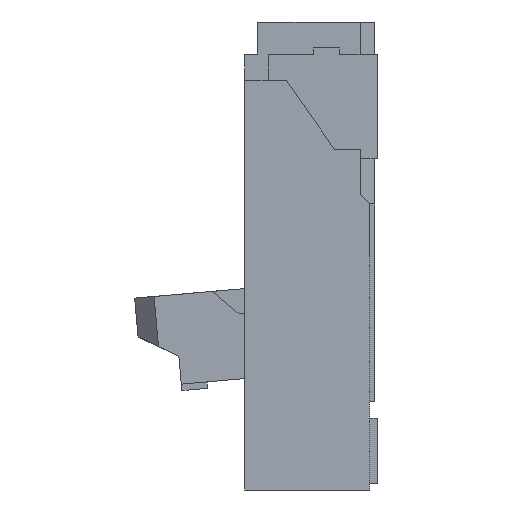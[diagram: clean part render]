
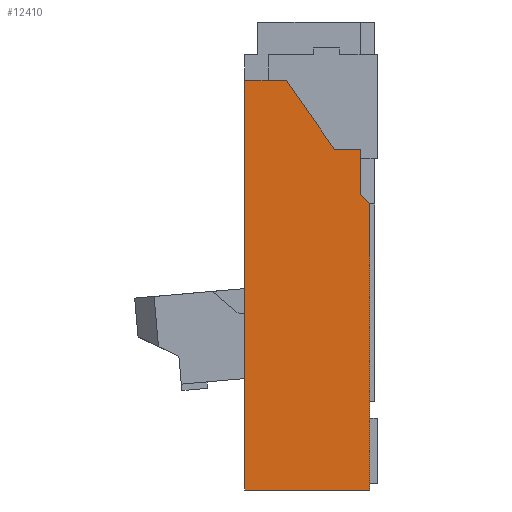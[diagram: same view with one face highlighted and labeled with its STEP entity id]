
A CAD part, left-side view. The second image highlights one B-rep face of the part: STEP entity #12410.
In plain terms, the highlighted planar face has unit normal (-1, 0, 0).
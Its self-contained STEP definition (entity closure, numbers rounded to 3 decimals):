
#1=DIRECTION('',(0.,-0.574,-0.819));
#2=VECTOR('',#1,0.645);
#3=CARTESIAN_POINT('',(-6.35,0.68,-0.45));
#4=LINE('',#3,#2);
#5=DIRECTION('',(0.,-1.,0.));
#6=VECTOR('',#5,0.2);
#7=CARTESIAN_POINT('',(-6.35,0.31,-0.978));
#8=LINE('',#7,#6);
#9=DIRECTION('',(0.,0.,-1.));
#10=VECTOR('',#9,0.352);
#11=CARTESIAN_POINT('',(-6.35,0.11,-0.978));
#12=LINE('',#11,#10);
#13=DIRECTION('',(0.,-0.707,-0.707));
#14=VECTOR('',#13,0.099);
#15=CARTESIAN_POINT('',(-6.35,0.11,-1.33));
#16=LINE('',#15,#14);
#17=DIRECTION('',(0.,0.,-1.));
#18=VECTOR('',#17,2.2);
#19=CARTESIAN_POINT('',(-6.35,0.04,-1.4));
#20=LINE('',#19,#18);
#21=DIRECTION('',(0.,1.,0.));
#22=VECTOR('',#21,0.96);
#23=CARTESIAN_POINT('',(-6.35,0.04,-3.6));
#24=LINE('',#23,#22);
#25=DIRECTION('',(0.,0.,1.));
#26=VECTOR('',#25,3.15);
#27=CARTESIAN_POINT('',(-6.35,1.,-3.6));
#28=LINE('',#27,#26);
#29=DIRECTION('',(0.,-1.,0.));
#30=VECTOR('',#29,0.32);
#31=CARTESIAN_POINT('',(-6.35,1.,-0.45));
#32=LINE('',#31,#30);
#9363=CARTESIAN_POINT('',(-6.35,0.68,-0.45));
#9364=CARTESIAN_POINT('',(-6.35,0.31,-0.978));
#9365=VERTEX_POINT('',#9363);
#9366=VERTEX_POINT('',#9364);
#9367=CARTESIAN_POINT('',(-6.35,0.11,-0.978));
#9368=VERTEX_POINT('',#9367);
#9369=CARTESIAN_POINT('',(-6.35,0.11,-1.33));
#9370=VERTEX_POINT('',#9369);
#9371=CARTESIAN_POINT('',(-6.35,0.04,-1.4));
#9372=VERTEX_POINT('',#9371);
#9373=CARTESIAN_POINT('',(-6.35,0.04,-3.6));
#9374=VERTEX_POINT('',#9373);
#9375=CARTESIAN_POINT('',(-6.35,1.,-0.45));
#9376=VERTEX_POINT('',#9375);
#9385=CARTESIAN_POINT('',(-6.35,1.,-3.6));
#9386=VERTEX_POINT('',#9385);
#12387=CARTESIAN_POINT('',(-6.35,0.,0.));
#12388=DIRECTION('',(1.,0.,0.));
#12389=DIRECTION('',(0.,0.,-1.));
#12390=AXIS2_PLACEMENT_3D('',#12387,#12388,#12389);
#12391=PLANE('',#12390);
#12393=ORIENTED_EDGE('',*,*,#12392,.T.);
#12395=ORIENTED_EDGE('',*,*,#12394,.T.);
#12397=ORIENTED_EDGE('',*,*,#12396,.T.);
#12399=ORIENTED_EDGE('',*,*,#12398,.T.);
#12401=ORIENTED_EDGE('',*,*,#12400,.T.);
#12403=ORIENTED_EDGE('',*,*,#12402,.T.);
#12405=ORIENTED_EDGE('',*,*,#12404,.T.);
#12407=ORIENTED_EDGE('',*,*,#12406,.T.);
#12408=EDGE_LOOP('',(#12393,#12395,#12397,#12399,#12401,#12403,#12405,#12407));
#12409=FACE_OUTER_BOUND('',#12408,.F.);
#12410=ADVANCED_FACE('',(#12409),#12391,.F.);
#12392=EDGE_CURVE('',#9365,#9366,#4,.T.);
#12394=EDGE_CURVE('',#9366,#9368,#8,.T.);
#12396=EDGE_CURVE('',#9368,#9370,#12,.T.);
#12398=EDGE_CURVE('',#9370,#9372,#16,.T.);
#12400=EDGE_CURVE('',#9372,#9374,#20,.T.);
#12402=EDGE_CURVE('',#9374,#9386,#24,.T.);
#12404=EDGE_CURVE('',#9386,#9376,#28,.T.);
#12406=EDGE_CURVE('',#9376,#9365,#32,.T.);
